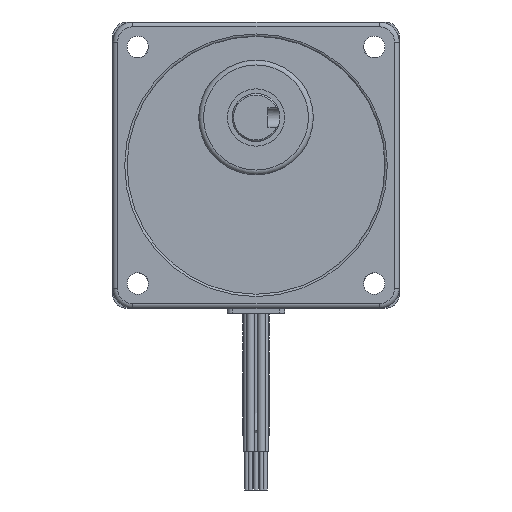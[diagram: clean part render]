
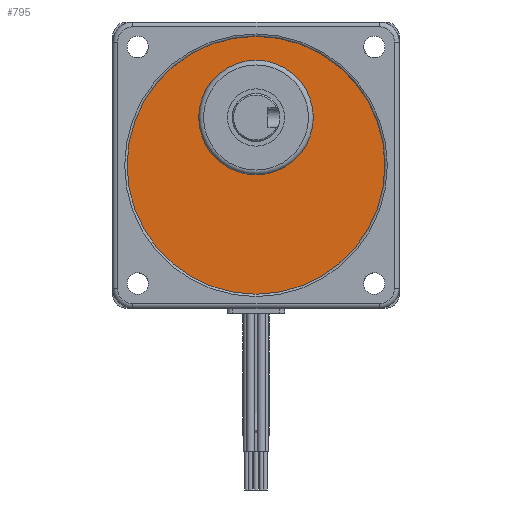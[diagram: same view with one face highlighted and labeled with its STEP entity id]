
A CAD part, front view. The second image highlights one B-rep face of the part: STEP entity #795.
In plain terms, the highlighted planar face has unit normal (0, -1, 0).
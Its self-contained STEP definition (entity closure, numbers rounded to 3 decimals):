
#795 = ADVANCED_FACE( '', ( #1607, #1608 ), #1609, .F. );
#1607 = FACE_BOUND( '', #2946, .T. );
#1608 = FACE_OUTER_BOUND( '', #2947, .T. );
#1609 = PLANE( '', #2948 );
#2946 = EDGE_LOOP( '', ( #4835 ) );
#2947 = EDGE_LOOP( '', ( #4836 ) );
#2948 = AXIS2_PLACEMENT_3D( '', #4837, #4838, #4839 );
#4835 = ORIENTED_EDGE( '', *, *, #5253, .T. );
#4836 = ORIENTED_EDGE( '', *, *, #5826, .F. );
#4837 = CARTESIAN_POINT( '', ( 0., 0.5, 0. ) );
#4838 = DIRECTION( '', ( 0., 1., 0. ) );
#4839 = DIRECTION( '', ( 0., 0., 1. ) );
#5253 = EDGE_CURVE( '', #6161, #6161, #6162, .T. );
#5826 = EDGE_CURVE( '', #6979, #6979, #6980, .T. );
#6161 = VERTEX_POINT( '', #7423 );
#6162 = CIRCLE( '', #7424, 12. );
#6979 = VERTEX_POINT( '', #8654 );
#6980 = CIRCLE( '', #8655, 27. );
#7423 = CARTESIAN_POINT( '', ( 0., 0.5, 22. ) );
#7424 = AXIS2_PLACEMENT_3D( '', #8943, #8944, #8945 );
#8654 = CARTESIAN_POINT( '', ( 27., 0.5, 0. ) );
#8655 = AXIS2_PLACEMENT_3D( '', #9668, #9669, #9670 );
#8943 = CARTESIAN_POINT( '', ( 0., 0.5, 10. ) );
#8944 = DIRECTION( '', ( 0., 1., 0. ) );
#8945 = DIRECTION( '', ( 0., 0., 1. ) );
#9668 = CARTESIAN_POINT( '', ( 0., 0.5, 0. ) );
#9669 = DIRECTION( '', ( 0., 1., 0. ) );
#9670 = DIRECTION( '', ( 1., 0., 0. ) );
